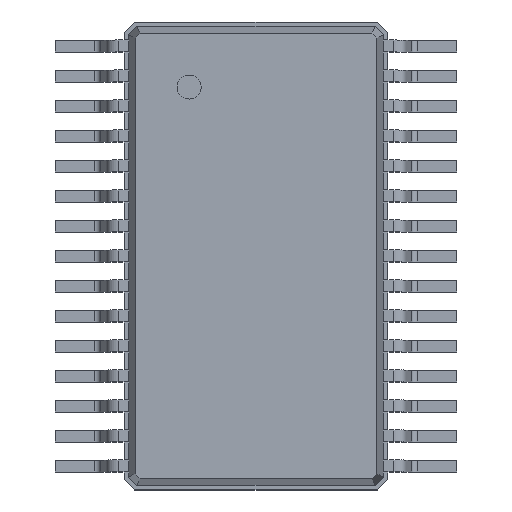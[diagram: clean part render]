
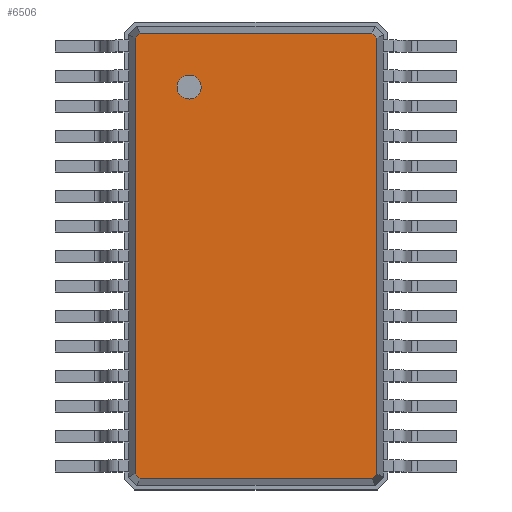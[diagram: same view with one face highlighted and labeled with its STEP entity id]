
A CAD part, top view. The second image highlights one B-rep face of the part: STEP entity #6506.
In plain terms, the highlighted planar face has unit normal (0, 0, 1).
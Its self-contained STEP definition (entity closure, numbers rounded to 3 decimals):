
#27=VECTOR('',#28,1.);
#28=DIRECTION('',(1.,0.,0.));
#51=VECTOR('',#52,1.);
#52=DIRECTION('',(0.707,-0.707,0.));
#58=VECTOR('',#59,1.);
#59=DIRECTION('',(0.,-1.,0.));
#65=VECTOR('',#66,1.);
#66=DIRECTION('',(-0.707,-0.707,0.));
#72=VECTOR('',#73,1.);
#73=DIRECTION('',(-1.,0.,0.));
#79=VECTOR('',#80,1.);
#80=DIRECTION('',(-0.707,0.707,0.));
#86=VECTOR('',#87,1.);
#87=DIRECTION('',(0.,1.,0.));
#91=VECTOR('',#92,1.);
#92=DIRECTION('',(0.707,0.707,0.));
#95=DIRECTION('',(0.,0.,-1.));
#1915=VERTEX_POINT('',#1916);
#1916=CARTESIAN_POINT('',(-2.014,3.632,1.6));
#1919=EDGE_CURVE('',#1920,#1915,#1922,.T.);
#1920=VERTEX_POINT('',#1921);
#1921=CARTESIAN_POINT('',(-2.014,-3.632,1.6));
#1922=LINE('',#1921,#86);
#1933=VERTEX_POINT('',#1934);
#1934=CARTESIAN_POINT('',(-1.932,3.714,1.6));
#1937=EDGE_CURVE('',#1915,#1933,#1938,.T.);
#1938=LINE('',#1916,#91);
#1947=VERTEX_POINT('',#1948);
#1948=CARTESIAN_POINT('',(1.932,3.714,1.6));
#1951=EDGE_CURVE('',#1933,#1947,#1952,.T.);
#1952=LINE('',#1934,#27);
#1961=VERTEX_POINT('',#1962);
#1962=CARTESIAN_POINT('',(2.014,3.632,1.6));
#1965=EDGE_CURVE('',#1947,#1961,#1966,.T.);
#1966=LINE('',#1948,#51);
#2095=VERTEX_POINT('',#2096);
#2096=CARTESIAN_POINT('',(2.014,-3.632,1.6));
#2099=EDGE_CURVE('',#1961,#2095,#2100,.T.);
#2100=LINE('',#1962,#58);
#6506=ADVANCED_FACE('',(#6507,#6527),#6537,.F.);
#6507=FACE_BOUND('',#6508,.F.);
#6508=EDGE_LOOP('',(#6509,#6510,#6511,#6512,#6517,#6522,#6525,#6526));
#6509=ORIENTED_EDGE('',*,*,#1951,.T.);
#6510=ORIENTED_EDGE('',*,*,#1965,.T.);
#6511=ORIENTED_EDGE('',*,*,#2099,.T.);
#6512=ORIENTED_EDGE('',*,*,#6513,.T.);
#6513=EDGE_CURVE('',#2095,#6514,#6516,.T.);
#6514=VERTEX_POINT('',#6515);
#6515=CARTESIAN_POINT('',(1.932,-3.714,1.6));
#6516=LINE('',#2096,#65);
#6517=ORIENTED_EDGE('',*,*,#6518,.T.);
#6518=EDGE_CURVE('',#6514,#6519,#6521,.T.);
#6519=VERTEX_POINT('',#6520);
#6520=CARTESIAN_POINT('',(-1.932,-3.714,1.6));
#6521=LINE('',#6515,#72);
#6522=ORIENTED_EDGE('',*,*,#6523,.T.);
#6523=EDGE_CURVE('',#6519,#1920,#6524,.T.);
#6524=LINE('',#6520,#79);
#6525=ORIENTED_EDGE('',*,*,#1919,.T.);
#6526=ORIENTED_EDGE('',*,*,#1937,.T.);
#6527=FACE_BOUND('',#6528,.F.);
#6528=EDGE_LOOP('',(#6529));
#6529=ORIENTED_EDGE('',*,*,#6530,.F.);
#6530=EDGE_CURVE('',#6531,#6531,#6533,.T.);
#6531=VERTEX_POINT('',#6532);
#6532=CARTESIAN_POINT('',(-1.114,2.614,1.6));
#6533=CIRCLE('',#6534,0.2);
#6534=AXIS2_PLACEMENT_3D('',#6535,#6536,#59);
#6535=CARTESIAN_POINT('',(-1.114,2.814,1.6));
#6536=DIRECTION('',(0.,-0.,-1.));
#6537=PLANE('',#6538);
#6538=AXIS2_PLACEMENT_3D('',#1934,#95,#6539);
#6539=DIRECTION('',(0.461,-0.887,0.));
